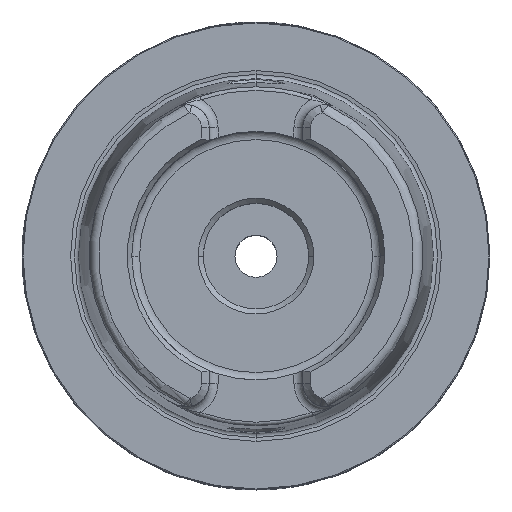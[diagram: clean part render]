
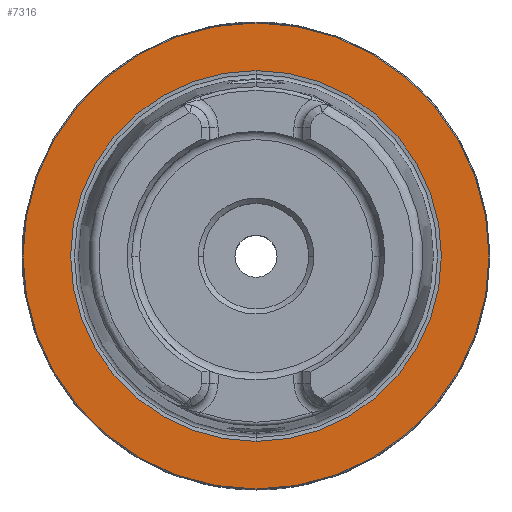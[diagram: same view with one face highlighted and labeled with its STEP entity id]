
A CAD part, top view. The second image highlights one B-rep face of the part: STEP entity #7316.
In plain terms, the highlighted planar face has unit normal (0, 0, 1).
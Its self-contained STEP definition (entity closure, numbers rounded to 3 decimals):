
#22 = CARTESIAN_POINT ( 'NONE',  ( 0., 49.765, 0. ) ) ;
#404 = EDGE_CURVE ( 'NONE', #1379, #6879, #1308, .T. ) ;
#442 = DIRECTION ( 'NONE',  ( 0., 1., 0. ) ) ;
#523 = CARTESIAN_POINT ( 'NONE',  ( 0., 0., 0. ) ) ;
#580 = DIRECTION ( 'NONE',  ( 0., 0., 1. ) ) ;
#757 = CIRCLE ( 'NONE', #8643, 49.765 ) ;
#1071 = CARTESIAN_POINT ( 'NONE',  ( 0., -39.59, 0. ) ) ;
#1308 = CIRCLE ( 'NONE', #8677, 39.59 ) ;
#1379 = VERTEX_POINT ( 'NONE', #1071 ) ;
#1458 = DIRECTION ( 'NONE',  ( 0., -1., 0. ) ) ;
#1626 = DIRECTION ( 'NONE',  ( 0., 0., 1. ) ) ;
#1817 = AXIS2_PLACEMENT_3D ( 'NONE', #523, #7103, #1458 ) ;
#3380 = DIRECTION ( 'NONE',  ( 0., 0., -1. ) ) ;
#3624 = AXIS2_PLACEMENT_3D ( 'NONE', #9084, #3380, #10033 ) ;
#4315 = EDGE_CURVE ( 'NONE', #7460, #6623, #4369, .T. ) ;
#4369 = CIRCLE ( 'NONE', #1817, 49.765 ) ;
#4466 = CARTESIAN_POINT ( 'NONE',  ( 0., -49.765, 0. ) ) ;
#4696 = FACE_BOUND ( 'NONE', #9132, .T. ) ;
#4977 = ORIENTED_EDGE ( 'NONE', *, *, #404, .T. ) ;
#4992 = FACE_OUTER_BOUND ( 'NONE', #9624, .T. ) ;
#4996 = ORIENTED_EDGE ( 'NONE', *, *, #4315, .T. ) ;
#5739 = ORIENTED_EDGE ( 'NONE', *, *, #6570, .T. ) ;
#6091 = DIRECTION ( 'NONE',  ( 0., 0., -1. ) ) ;
#6223 = CARTESIAN_POINT ( 'NONE',  ( 0., 49.965, 0. ) ) ;
#6570 = EDGE_CURVE ( 'NONE', #6623, #7460, #757, .T. ) ;
#6623 = VERTEX_POINT ( 'NONE', #4466 ) ;
#6753 = CARTESIAN_POINT ( 'NONE',  ( 0., 39.59, 0. ) ) ;
#6879 = VERTEX_POINT ( 'NONE', #6753 ) ;
#7059 = CIRCLE ( 'NONE', #3624, 39.59 ) ;
#7103 = DIRECTION ( 'NONE',  ( 0., 0., 1. ) ) ;
#7161 = DIRECTION ( 'NONE',  ( 0., -1., 0. ) ) ;
#7261 = ORIENTED_EDGE ( 'NONE', *, *, #8255, .T. ) ;
#7266 = CARTESIAN_POINT ( 'NONE',  ( 0., 0., 0. ) ) ;
#7316 = ADVANCED_FACE ( 'NONE', ( #4992, #4696 ), #8016, .T. ) ;
#7460 = VERTEX_POINT ( 'NONE', #22 ) ;
#8016 = PLANE ( 'NONE',  #8172 ) ;
#8172 = AXIS2_PLACEMENT_3D ( 'NONE', #6223, #580, #7161 ) ;
#8241 = DIRECTION ( 'NONE',  ( 0., -1., 0. ) ) ;
#8255 = EDGE_CURVE ( 'NONE', #6879, #1379, #7059, .T. ) ;
#8643 = AXIS2_PLACEMENT_3D ( 'NONE', #7266, #1626, #8241 ) ;
#8677 = AXIS2_PLACEMENT_3D ( 'NONE', #11731, #6091, #442 ) ;
#9084 = CARTESIAN_POINT ( 'NONE',  ( 0., 0., 0. ) ) ;
#9132 = EDGE_LOOP ( 'NONE', ( #4977, #7261 ) ) ;
#9624 = EDGE_LOOP ( 'NONE', ( #5739, #4996 ) ) ;
#10033 = DIRECTION ( 'NONE',  ( 0., 1., 0. ) ) ;
#11731 = CARTESIAN_POINT ( 'NONE',  ( 0., 0., 0. ) ) ;
